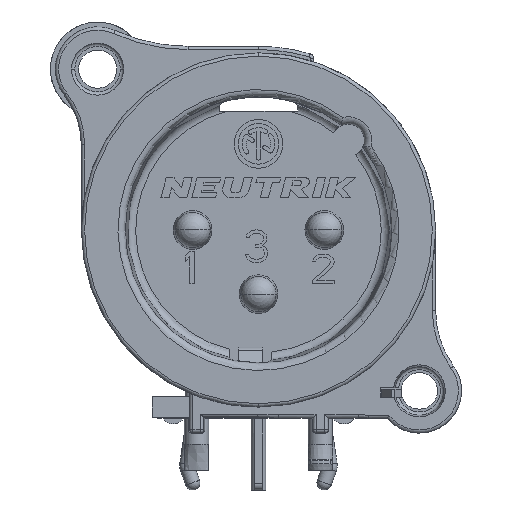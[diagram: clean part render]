
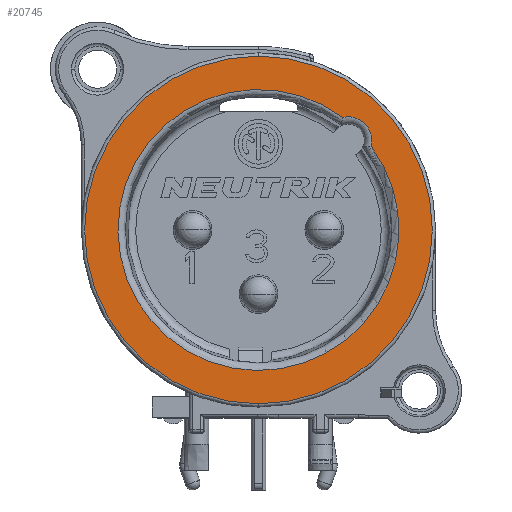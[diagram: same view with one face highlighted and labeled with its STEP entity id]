
A CAD part, front view. The second image highlights one B-rep face of the part: STEP entity #20745.
In plain terms, the highlighted planar face has unit normal (0, -1, 0).
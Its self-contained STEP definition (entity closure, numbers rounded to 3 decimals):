
#20707 = VERTEX_POINT('',#20708);
#20708 = CARTESIAN_POINT('',(10.925,-20.453,
    17.728));
#20721 = VERTEX_POINT('',#20722);
#20722 = CARTESIAN_POINT('',(9.175,-20.453,
    19.477));
#20734 = EDGE_CURVE('',#20721,#20707,#20735,.T.);
#20735 = CIRCLE('',#20736,8.645);
#20736 = AXIS2_PLACEMENT_3D('',#20737,#20738,#20739);
#20737 = CARTESIAN_POINT('',(4.,-20.453,12.553));
#20738 = DIRECTION('',(0.,-1.,0.));
#20739 = DIRECTION('',(0.599,0.,0.801));
#20745 = ADVANCED_FACE('',(#20746,#20766),#20776,.F.);
#20746 = FACE_BOUND('',#20747,.F.);
#20747 = EDGE_LOOP('',(#20748,#20759));
#20748 = ORIENTED_EDGE('',*,*,#20749,.T.);
#20749 = EDGE_CURVE('',#20750,#20752,#20754,.T.);
#20750 = VERTEX_POINT('',#20751);
#20751 = CARTESIAN_POINT('',(4.,-20.453,23.253));
#20752 = VERTEX_POINT('',#20753);
#20753 = CARTESIAN_POINT('',(4.,-20.453,1.853));
#20754 = CIRCLE('',#20755,10.7);
#20755 = AXIS2_PLACEMENT_3D('',#20756,#20757,#20758);
#20756 = CARTESIAN_POINT('',(4.,-20.453,12.553));
#20757 = DIRECTION('',(0.,1.,0.));
#20758 = DIRECTION('',(0.,0.,1.));
#20759 = ORIENTED_EDGE('',*,*,#20760,.F.);
#20760 = EDGE_CURVE('',#20750,#20752,#20761,.T.);
#20761 = CIRCLE('',#20762,10.7);
#20762 = AXIS2_PLACEMENT_3D('',#20763,#20764,#20765);
#20763 = CARTESIAN_POINT('',(4.,-20.453,12.553));
#20764 = DIRECTION('',(0.,-1.,0.));
#20765 = DIRECTION('',(0.,0.,1.));
#20766 = FACE_BOUND('',#20767,.F.);
#20767 = EDGE_LOOP('',(#20768,#20775));
#20768 = ORIENTED_EDGE('',*,*,#20769,.F.);
#20769 = EDGE_CURVE('',#20721,#20707,#20770,.T.);
#20770 = CIRCLE('',#20771,1.45);
#20771 = AXIS2_PLACEMENT_3D('',#20772,#20773,#20774);
#20772 = CARTESIAN_POINT('',(9.515,-20.453,
    18.068));
#20773 = DIRECTION('',(0.,1.,-0.));
#20774 = DIRECTION('',(-0.235,0.,0.972));
#20775 = ORIENTED_EDGE('',*,*,#20734,.T.);
#20776 = PLANE('',#20777);
#20777 = AXIS2_PLACEMENT_3D('',#20778,#20779,#20780);
#20778 = CARTESIAN_POINT('',(4.,-20.453,12.553));
#20779 = DIRECTION('',(0.,1.,0.));
#20780 = DIRECTION('',(0.,0.,-1.));
